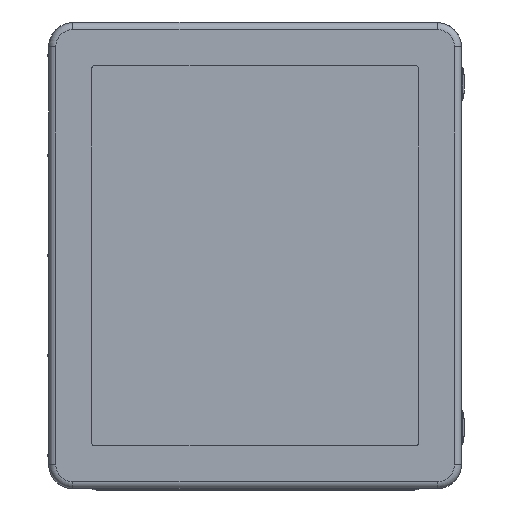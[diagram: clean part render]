
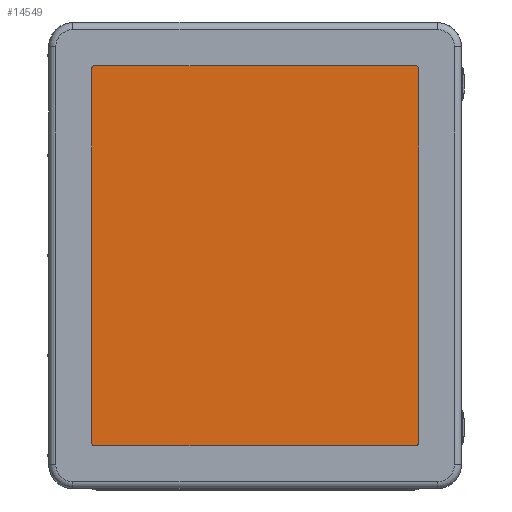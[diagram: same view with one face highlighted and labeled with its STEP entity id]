
A CAD part, top view. The second image highlights one B-rep face of the part: STEP entity #14549.
In plain terms, the highlighted planar face has unit normal (0, 0, 1).
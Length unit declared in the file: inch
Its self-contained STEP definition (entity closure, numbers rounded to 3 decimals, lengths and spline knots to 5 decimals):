
#603=LINE($,#24401,#1754);
#606=LINE($,#24409,#1757);
#609=LINE($,#24417,#1760);
#611=LINE($,#24423,#1762);
#1754=VECTOR($,#18459,14.);
#1757=VECTOR($,#18468,12.);
#1760=VECTOR($,#18477,14.);
#1762=VECTOR($,#18485,12.);
#2727=PLANE($,#15802);
#4160=FACE_OUTER_BOUND($,#5099,.T.);
#5099=EDGE_LOOP($,(#11480,#11481,#11482,#11483,#11484,#11485,#11486,#11487));
#6226=CIRCLE($,#15791,0.125);
#6227=CIRCLE($,#15794,0.125);
#6228=CIRCLE($,#15797,0.125);
#6229=CIRCLE($,#15800,0.125);
#7121=VERTEX_POINT($,#24393);
#7122=VERTEX_POINT($,#24395);
#7123=VERTEX_POINT($,#24399);
#7124=VERTEX_POINT($,#24403);
#7125=VERTEX_POINT($,#24407);
#7126=VERTEX_POINT($,#24411);
#7127=VERTEX_POINT($,#24415);
#7128=VERTEX_POINT($,#24419);
#8757=EDGE_CURVE($,#7121,#7122,#6226,.T.);
#8760=EDGE_CURVE($,#7123,#7121,#603,.T.);
#8762=EDGE_CURVE($,#7124,#7123,#6227,.T.);
#8764=EDGE_CURVE($,#7125,#7124,#606,.T.);
#8766=EDGE_CURVE($,#7126,#7125,#6228,.T.);
#8768=EDGE_CURVE($,#7127,#7126,#609,.T.);
#8770=EDGE_CURVE($,#7128,#7127,#6229,.T.);
#8771=EDGE_CURVE($,#7122,#7128,#611,.T.);
#11480=ORIENTED_EDGE($,*,*,#8771,.F.);
#11481=ORIENTED_EDGE($,*,*,#8757,.F.);
#11482=ORIENTED_EDGE($,*,*,#8760,.F.);
#11483=ORIENTED_EDGE($,*,*,#8762,.F.);
#11484=ORIENTED_EDGE($,*,*,#8764,.F.);
#11485=ORIENTED_EDGE($,*,*,#8766,.F.);
#11486=ORIENTED_EDGE($,*,*,#8768,.F.);
#11487=ORIENTED_EDGE($,*,*,#8770,.F.);
#14549=ADVANCED_FACE($,(#4160),#2727,.T.);
#15791=AXIS2_PLACEMENT_3D($,#24396,#18453,#18454);
#15794=AXIS2_PLACEMENT_3D($,#24405,#18463,#18464);
#15797=AXIS2_PLACEMENT_3D($,#24413,#18472,#18473);
#15800=AXIS2_PLACEMENT_3D($,#24421,#18481,#18482);
#15802=AXIS2_PLACEMENT_3D($,#24424,#18486,#18487);
#18453=DIRECTION('center_axis',(0.,0.,-1.));
#18454=DIRECTION('ref_axis',(0.,-1.,0.));
#18459=DIRECTION($,(0.,1.,0.));
#18463=DIRECTION('center_axis',(0.,0.,-1.));
#18464=DIRECTION('ref_axis',(1.,0.,0.));
#18468=DIRECTION($,(-1.,0.,0.));
#18472=DIRECTION('center_axis',(0.,0.,-1.));
#18473=DIRECTION('ref_axis',(0.,1.,0.));
#18477=DIRECTION($,(0.,-1.,0.));
#18481=DIRECTION('center_axis',(0.,0.,-1.));
#18482=DIRECTION('ref_axis',(-1.,0.,0.));
#18485=DIRECTION($,(1.,0.,0.));
#18486=DIRECTION('center_axis',(0.,0.,1.));
#18487=DIRECTION('ref_axis',(1.,0.,0.));
#24393=CARTESIAN_POINT('',(-6.125,7.,0.));
#24395=CARTESIAN_POINT('',(-6.,7.125,0.));
#24396=CARTESIAN_POINT('Origin',(-6.,7.,0.));
#24399=CARTESIAN_POINT('',(-6.125,-7.,0.));
#24401=CARTESIAN_POINT($,(-6.125,-7.,0.));
#24403=CARTESIAN_POINT('',(-6.,-7.125,0.));
#24405=CARTESIAN_POINT('Origin',(-6.,-7.,0.));
#24407=CARTESIAN_POINT('',(6.,-7.125,0.));
#24409=CARTESIAN_POINT($,(6.,-7.125,0.));
#24411=CARTESIAN_POINT('',(6.125,-7.,0.));
#24413=CARTESIAN_POINT('Origin',(6.,-7.,0.));
#24415=CARTESIAN_POINT('',(6.125,7.,0.));
#24417=CARTESIAN_POINT($,(6.125,7.,0.));
#24419=CARTESIAN_POINT('',(6.,7.125,0.));
#24421=CARTESIAN_POINT('Origin',(6.,7.,0.));
#24423=CARTESIAN_POINT($,(-6.,7.125,0.));
#24424=CARTESIAN_POINT('Origin',(0.,0.,0.));
